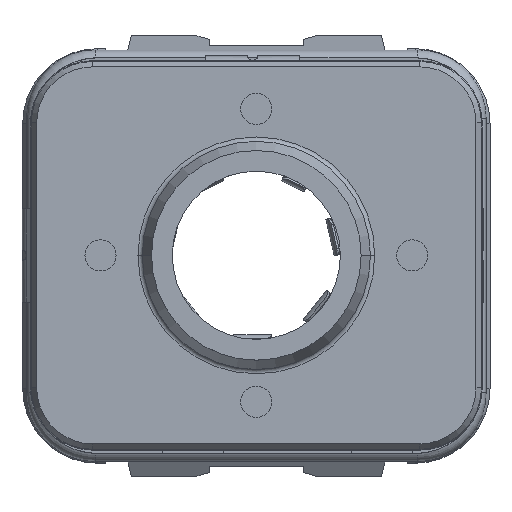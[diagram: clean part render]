
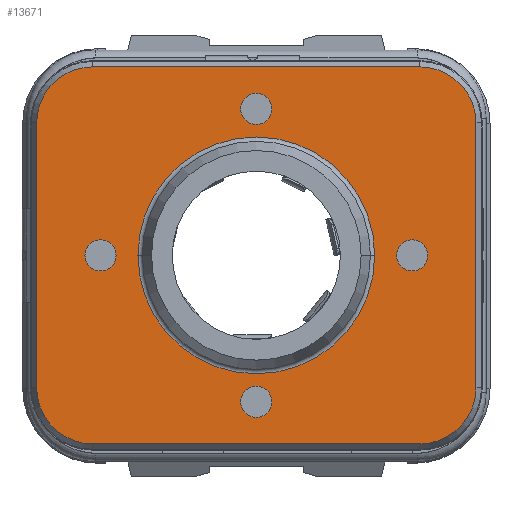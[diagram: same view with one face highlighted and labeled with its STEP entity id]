
A CAD part, top view. The second image highlights one B-rep face of the part: STEP entity #13671.
In plain terms, the highlighted planar face has unit normal (0, 0, 1).
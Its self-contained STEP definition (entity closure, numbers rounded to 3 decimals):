
#923=CARTESIAN_POINT('',(-5.25,-4.25,4.155));
#924=DIRECTION('',(0.,0.,1.));
#925=DIRECTION('',(-1.,0.,0.));
#926=AXIS2_PLACEMENT_3D('',#923,#924,#925);
#928=DIRECTION('',(0.,-1.,0.));
#929=VECTOR('',#928,8.5);
#930=CARTESIAN_POINT('',(-7.05,4.25,4.155));
#931=LINE('',#930,#929);
#932=CARTESIAN_POINT('',(-5.25,4.25,4.155));
#933=DIRECTION('',(0.,0.,1.));
#934=DIRECTION('',(0.,1.,0.));
#935=AXIS2_PLACEMENT_3D('',#932,#933,#934);
#937=DIRECTION('',(-1.,0.,0.));
#938=VECTOR('',#937,10.5);
#939=CARTESIAN_POINT('',(5.25,6.05,4.155));
#940=LINE('',#939,#938);
#941=CARTESIAN_POINT('',(5.25,4.25,4.155));
#942=DIRECTION('',(0.,0.,1.));
#943=DIRECTION('',(1.,0.,0.));
#944=AXIS2_PLACEMENT_3D('',#941,#942,#943);
#946=DIRECTION('',(0.,1.,0.));
#947=VECTOR('',#946,8.5);
#948=CARTESIAN_POINT('',(7.05,-4.25,4.155));
#949=LINE('',#948,#947);
#950=CARTESIAN_POINT('',(5.25,-4.25,4.155));
#951=DIRECTION('',(0.,0.,1.));
#952=DIRECTION('',(0.,-1.,0.));
#953=AXIS2_PLACEMENT_3D('',#950,#951,#952);
#955=DIRECTION('',(1.,0.,0.));
#956=VECTOR('',#955,10.5);
#957=CARTESIAN_POINT('',(-5.25,-6.05,4.155));
#958=LINE('',#957,#956);
#959=CARTESIAN_POINT('',(0.,0.,4.155));
#960=DIRECTION('',(0.,0.,1.));
#961=DIRECTION('',(1.,0.,0.));
#962=AXIS2_PLACEMENT_3D('',#959,#960,#961);
#964=CARTESIAN_POINT('',(0.,0.,4.155));
#965=DIRECTION('',(0.,0.,1.));
#966=DIRECTION('',(-1.,0.,0.));
#967=AXIS2_PLACEMENT_3D('',#964,#965,#966);
#2275=CARTESIAN_POINT('',(0.,-4.7,4.155));
#2276=DIRECTION('',(0.,0.,1.));
#2277=DIRECTION('',(-1.,0.,0.));
#2278=AXIS2_PLACEMENT_3D('',#2275,#2276,#2277);
#2284=CARTESIAN_POINT('',(0.,-4.7,4.155));
#2285=DIRECTION('',(0.,0.,1.));
#2286=DIRECTION('',(1.,0.,0.));
#2287=AXIS2_PLACEMENT_3D('',#2284,#2285,#2286);
#2303=CARTESIAN_POINT('',(5.,0.,4.155));
#2304=DIRECTION('',(0.,0.,1.));
#2305=DIRECTION('',(-1.,0.,0.));
#2306=AXIS2_PLACEMENT_3D('',#2303,#2304,#2305);
#2312=CARTESIAN_POINT('',(5.,0.,4.155));
#2313=DIRECTION('',(0.,0.,1.));
#2314=DIRECTION('',(1.,0.,0.));
#2315=AXIS2_PLACEMENT_3D('',#2312,#2313,#2314);
#2331=CARTESIAN_POINT('',(-5.,0.,4.155));
#2332=DIRECTION('',(0.,0.,1.));
#2333=DIRECTION('',(-1.,0.,0.));
#2334=AXIS2_PLACEMENT_3D('',#2331,#2332,#2333);
#2340=CARTESIAN_POINT('',(-5.,0.,4.155));
#2341=DIRECTION('',(0.,0.,1.));
#2342=DIRECTION('',(1.,0.,0.));
#2343=AXIS2_PLACEMENT_3D('',#2340,#2341,#2342);
#2359=CARTESIAN_POINT('',(0.,4.7,4.155));
#2360=DIRECTION('',(0.,0.,1.));
#2361=DIRECTION('',(-1.,0.,0.));
#2362=AXIS2_PLACEMENT_3D('',#2359,#2360,#2361);
#2368=CARTESIAN_POINT('',(0.,4.7,4.155));
#2369=DIRECTION('',(0.,0.,1.));
#2370=DIRECTION('',(1.,0.,0.));
#2371=AXIS2_PLACEMENT_3D('',#2368,#2369,#2370);
#12322=CARTESIAN_POINT('',(-7.05,-4.25,4.155));
#12323=CARTESIAN_POINT('',(-5.25,-6.05,4.155));
#12324=VERTEX_POINT('',#12322);
#12325=VERTEX_POINT('',#12323);
#12326=CARTESIAN_POINT('',(5.25,-6.05,4.155));
#12327=VERTEX_POINT('',#12326);
#12328=CARTESIAN_POINT('',(7.05,-4.25,4.155));
#12329=VERTEX_POINT('',#12328);
#12330=CARTESIAN_POINT('',(7.05,4.25,4.155));
#12331=VERTEX_POINT('',#12330);
#12332=CARTESIAN_POINT('',(5.25,6.05,4.155));
#12333=VERTEX_POINT('',#12332);
#12334=CARTESIAN_POINT('',(-5.25,6.05,4.155));
#12335=VERTEX_POINT('',#12334);
#12336=CARTESIAN_POINT('',(-7.05,4.25,4.155));
#12337=VERTEX_POINT('',#12336);
#12402=CARTESIAN_POINT('',(3.8,0.,4.155));
#12403=CARTESIAN_POINT('',(-3.8,0.,4.155));
#12404=VERTEX_POINT('',#12402);
#12405=VERTEX_POINT('',#12403);
#12658=CARTESIAN_POINT('',(-0.5,-4.7,4.155));
#12659=CARTESIAN_POINT('',(0.5,-4.7,4.155));
#12660=VERTEX_POINT('',#12658);
#12661=VERTEX_POINT('',#12659);
#12662=CARTESIAN_POINT('',(4.5,0.,4.155));
#12663=CARTESIAN_POINT('',(5.5,0.,4.155));
#12664=VERTEX_POINT('',#12662);
#12665=VERTEX_POINT('',#12663);
#12666=CARTESIAN_POINT('',(-5.5,0.,4.155));
#12667=CARTESIAN_POINT('',(-4.5,0.,4.155));
#12668=VERTEX_POINT('',#12666);
#12669=VERTEX_POINT('',#12667);
#12670=CARTESIAN_POINT('',(-0.5,4.7,4.155));
#12671=CARTESIAN_POINT('',(0.5,4.7,4.155));
#12672=VERTEX_POINT('',#12670);
#12673=VERTEX_POINT('',#12671);
#13626=CARTESIAN_POINT('',(0.,0.,4.155));
#13627=DIRECTION('',(0.,0.,1.));
#13628=DIRECTION('',(1.,0.,0.));
#13629=AXIS2_PLACEMENT_3D('',#13626,#13627,#13628);
#13630=PLANE('',#13629);
#13631=ORIENTED_EDGE('',*,*,#13441,.F.);
#13632=ORIENTED_EDGE('',*,*,#13482,.F.);
#13633=ORIENTED_EDGE('',*,*,#13497,.F.);
#13634=ORIENTED_EDGE('',*,*,#13538,.F.);
#13635=ORIENTED_EDGE('',*,*,#13553,.F.);
#13636=ORIENTED_EDGE('',*,*,#13594,.F.);
#13637=ORIENTED_EDGE('',*,*,#13608,.F.);
#13638=ORIENTED_EDGE('',*,*,#13425,.F.);
#13639=EDGE_LOOP('',(#13631,#13632,#13633,#13634,#13635,#13636,#13637,#13638));
#13640=FACE_OUTER_BOUND('',#13639,.F.);
#13642=ORIENTED_EDGE('',*,*,#13641,.T.);
#13644=ORIENTED_EDGE('',*,*,#13643,.T.);
#13645=EDGE_LOOP('',(#13642,#13644));
#13646=FACE_BOUND('',#13645,.F.);
#13648=ORIENTED_EDGE('',*,*,#13647,.T.);
#13650=ORIENTED_EDGE('',*,*,#13649,.T.);
#13651=EDGE_LOOP('',(#13648,#13650));
#13652=FACE_BOUND('',#13651,.F.);
#13654=ORIENTED_EDGE('',*,*,#13653,.T.);
#13656=ORIENTED_EDGE('',*,*,#13655,.T.);
#13657=EDGE_LOOP('',(#13654,#13656));
#13658=FACE_BOUND('',#13657,.F.);
#13660=ORIENTED_EDGE('',*,*,#13659,.T.);
#13662=ORIENTED_EDGE('',*,*,#13661,.T.);
#13663=EDGE_LOOP('',(#13660,#13662));
#13664=FACE_BOUND('',#13663,.F.);
#13666=ORIENTED_EDGE('',*,*,#13665,.T.);
#13668=ORIENTED_EDGE('',*,*,#13667,.T.);
#13669=EDGE_LOOP('',(#13666,#13668));
#13670=FACE_BOUND('',#13669,.F.);
#13671=ADVANCED_FACE('',(#13640,#13646,#13652,#13658,#13664,#13670),#13630,.T.);
#927=CIRCLE('',#926,1.8);
#936=CIRCLE('',#935,1.8);
#945=CIRCLE('',#944,1.8);
#954=CIRCLE('',#953,1.8);
#963=CIRCLE('',#962,3.8);
#968=CIRCLE('',#967,3.8);
#2279=CIRCLE('',#2278,0.5);
#2288=CIRCLE('',#2287,0.5);
#2307=CIRCLE('',#2306,0.5);
#2316=CIRCLE('',#2315,0.5);
#2335=CIRCLE('',#2334,0.5);
#2344=CIRCLE('',#2343,0.5);
#2363=CIRCLE('',#2362,0.5);
#2372=CIRCLE('',#2371,0.5);
#13425=EDGE_CURVE('',#12325,#12327,#958,.T.);
#13441=EDGE_CURVE('',#12324,#12325,#927,.T.);
#13482=EDGE_CURVE('',#12337,#12324,#931,.T.);
#13497=EDGE_CURVE('',#12335,#12337,#936,.T.);
#13538=EDGE_CURVE('',#12333,#12335,#940,.T.);
#13553=EDGE_CURVE('',#12331,#12333,#945,.T.);
#13594=EDGE_CURVE('',#12329,#12331,#949,.T.);
#13608=EDGE_CURVE('',#12327,#12329,#954,.T.);
#13641=EDGE_CURVE('',#12404,#12405,#963,.T.);
#13643=EDGE_CURVE('',#12405,#12404,#968,.T.);
#13647=EDGE_CURVE('',#12660,#12661,#2279,.T.);
#13649=EDGE_CURVE('',#12661,#12660,#2288,.T.);
#13653=EDGE_CURVE('',#12664,#12665,#2307,.T.);
#13655=EDGE_CURVE('',#12665,#12664,#2316,.T.);
#13659=EDGE_CURVE('',#12668,#12669,#2335,.T.);
#13661=EDGE_CURVE('',#12669,#12668,#2344,.T.);
#13665=EDGE_CURVE('',#12672,#12673,#2363,.T.);
#13667=EDGE_CURVE('',#12673,#12672,#2372,.T.);
